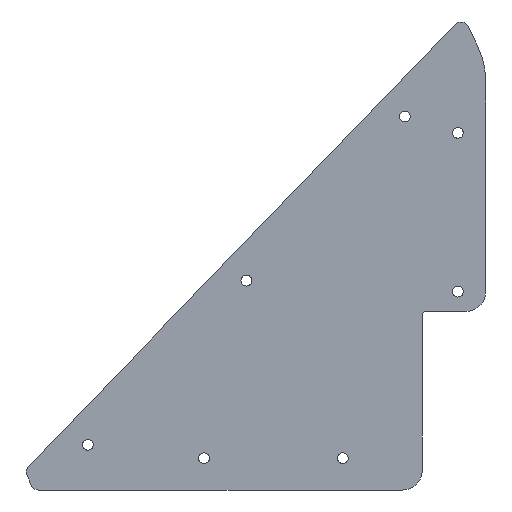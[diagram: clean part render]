
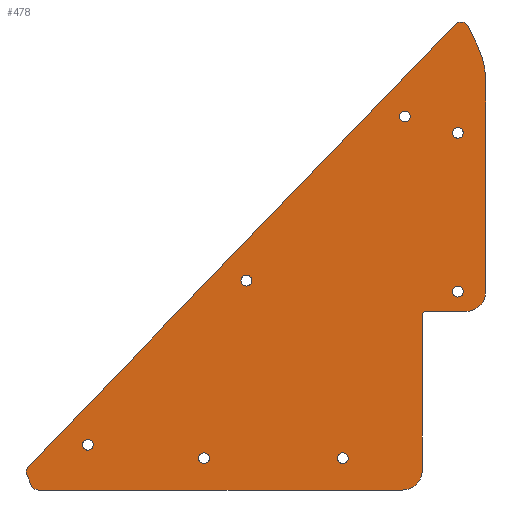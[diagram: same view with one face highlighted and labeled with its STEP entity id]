
A CAD part, front view. The second image highlights one B-rep face of the part: STEP entity #478.
In plain terms, the highlighted planar face has unit normal (0, -1, 0).
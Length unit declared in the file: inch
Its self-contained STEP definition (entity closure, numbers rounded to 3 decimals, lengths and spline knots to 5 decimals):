
#15=FACE_BOUND('',#64,.T.);
#16=FACE_BOUND('',#65,.T.);
#17=FACE_BOUND('',#66,.T.);
#18=FACE_BOUND('',#67,.T.);
#19=FACE_BOUND('',#68,.T.);
#20=FACE_BOUND('',#69,.T.);
#21=FACE_BOUND('',#70,.T.);
#30=PLANE('',#523);
#40=FACE_OUTER_BOUND('',#63,.T.);
#63=EDGE_LOOP('',(#330,#331,#332,#333,#334,#335,#336,#337,#338,#339,#340,
#341,#342,#343));
#64=EDGE_LOOP('',(#344,#345));
#65=EDGE_LOOP('',(#346,#347));
#66=EDGE_LOOP('',(#348,#349));
#67=EDGE_LOOP('',(#350,#351));
#68=EDGE_LOOP('',(#352,#353));
#69=EDGE_LOOP('',(#354,#355));
#70=EDGE_LOOP('',(#356,#357));
#100=LINE('',#742,#135);
#103=LINE('',#748,#138);
#104=LINE('',#752,#139);
#105=LINE('',#756,#140);
#106=LINE('',#760,#141);
#107=LINE('',#764,#142);
#108=LINE('',#768,#143);
#135=VECTOR('',#589,0.3937);
#138=VECTOR('',#594,0.3937);
#139=VECTOR('',#597,0.3937);
#140=VECTOR('',#600,0.3937);
#141=VECTOR('',#603,0.3937);
#142=VECTOR('',#606,0.3937);
#143=VECTOR('',#609,0.3937);
#169=CIRCLE('',#521,1.);
#170=CIRCLE('',#524,0.1);
#171=CIRCLE('',#525,0.1);
#172=CIRCLE('',#526,0.1);
#173=CIRCLE('',#527,0.25);
#174=CIRCLE('',#528,0.05);
#175=CIRCLE('',#529,0.25);
#176=CIRCLE('',#530,0.068);
#177=CIRCLE('',#531,0.068);
#178=CIRCLE('',#532,0.068);
#179=CIRCLE('',#533,0.068);
#180=CIRCLE('',#534,0.068);
#181=CIRCLE('',#535,0.068);
#182=CIRCLE('',#536,0.068);
#183=CIRCLE('',#537,0.068);
#184=CIRCLE('',#538,0.068);
#185=CIRCLE('',#539,0.068);
#186=CIRCLE('',#540,0.068);
#187=CIRCLE('',#541,0.068);
#188=CIRCLE('',#542,0.068);
#189=CIRCLE('',#543,0.068);
#205=VERTEX_POINT('',#735);
#206=VERTEX_POINT('',#737);
#207=VERTEX_POINT('',#741);
#209=VERTEX_POINT('',#747);
#210=VERTEX_POINT('',#749);
#211=VERTEX_POINT('',#751);
#212=VERTEX_POINT('',#753);
#213=VERTEX_POINT('',#755);
#214=VERTEX_POINT('',#757);
#215=VERTEX_POINT('',#759);
#216=VERTEX_POINT('',#761);
#217=VERTEX_POINT('',#763);
#218=VERTEX_POINT('',#765);
#219=VERTEX_POINT('',#767);
#220=VERTEX_POINT('',#770);
#221=VERTEX_POINT('',#771);
#222=VERTEX_POINT('',#774);
#223=VERTEX_POINT('',#775);
#224=VERTEX_POINT('',#778);
#225=VERTEX_POINT('',#779);
#226=VERTEX_POINT('',#782);
#227=VERTEX_POINT('',#783);
#228=VERTEX_POINT('',#786);
#229=VERTEX_POINT('',#787);
#230=VERTEX_POINT('',#790);
#231=VERTEX_POINT('',#791);
#232=VERTEX_POINT('',#794);
#233=VERTEX_POINT('',#795);
#254=EDGE_CURVE('',#205,#206,#169,.T.);
#256=EDGE_CURVE('',#206,#207,#100,.T.);
#259=EDGE_CURVE('',#209,#205,#103,.T.);
#260=EDGE_CURVE('',#210,#209,#170,.T.);
#261=EDGE_CURVE('',#211,#210,#104,.T.);
#262=EDGE_CURVE('',#212,#211,#171,.T.);
#263=EDGE_CURVE('',#213,#212,#105,.T.);
#264=EDGE_CURVE('',#214,#213,#172,.T.);
#265=EDGE_CURVE('',#215,#214,#106,.T.);
#266=EDGE_CURVE('',#216,#215,#173,.T.);
#267=EDGE_CURVE('',#217,#216,#107,.T.);
#268=EDGE_CURVE('',#218,#217,#174,.T.);
#269=EDGE_CURVE('',#219,#218,#108,.T.);
#270=EDGE_CURVE('',#207,#219,#175,.T.);
#271=EDGE_CURVE('',#220,#221,#176,.T.);
#272=EDGE_CURVE('',#221,#220,#177,.T.);
#273=EDGE_CURVE('',#222,#223,#178,.T.);
#274=EDGE_CURVE('',#223,#222,#179,.T.);
#275=EDGE_CURVE('',#224,#225,#180,.T.);
#276=EDGE_CURVE('',#225,#224,#181,.T.);
#277=EDGE_CURVE('',#226,#227,#182,.T.);
#278=EDGE_CURVE('',#227,#226,#183,.T.);
#279=EDGE_CURVE('',#228,#229,#184,.T.);
#280=EDGE_CURVE('',#229,#228,#185,.T.);
#281=EDGE_CURVE('',#230,#231,#186,.T.);
#282=EDGE_CURVE('',#231,#230,#187,.T.);
#283=EDGE_CURVE('',#232,#233,#188,.T.);
#284=EDGE_CURVE('',#233,#232,#189,.T.);
#330=ORIENTED_EDGE('',*,*,#254,.F.);
#331=ORIENTED_EDGE('',*,*,#259,.F.);
#332=ORIENTED_EDGE('',*,*,#260,.F.);
#333=ORIENTED_EDGE('',*,*,#261,.F.);
#334=ORIENTED_EDGE('',*,*,#262,.F.);
#335=ORIENTED_EDGE('',*,*,#263,.F.);
#336=ORIENTED_EDGE('',*,*,#264,.F.);
#337=ORIENTED_EDGE('',*,*,#265,.F.);
#338=ORIENTED_EDGE('',*,*,#266,.F.);
#339=ORIENTED_EDGE('',*,*,#267,.F.);
#340=ORIENTED_EDGE('',*,*,#268,.F.);
#341=ORIENTED_EDGE('',*,*,#269,.F.);
#342=ORIENTED_EDGE('',*,*,#270,.F.);
#343=ORIENTED_EDGE('',*,*,#256,.F.);
#344=ORIENTED_EDGE('',*,*,#271,.T.);
#345=ORIENTED_EDGE('',*,*,#272,.T.);
#346=ORIENTED_EDGE('',*,*,#273,.T.);
#347=ORIENTED_EDGE('',*,*,#274,.T.);
#348=ORIENTED_EDGE('',*,*,#275,.T.);
#349=ORIENTED_EDGE('',*,*,#276,.T.);
#350=ORIENTED_EDGE('',*,*,#277,.T.);
#351=ORIENTED_EDGE('',*,*,#278,.T.);
#352=ORIENTED_EDGE('',*,*,#279,.T.);
#353=ORIENTED_EDGE('',*,*,#280,.T.);
#354=ORIENTED_EDGE('',*,*,#281,.T.);
#355=ORIENTED_EDGE('',*,*,#282,.T.);
#356=ORIENTED_EDGE('',*,*,#283,.T.);
#357=ORIENTED_EDGE('',*,*,#284,.T.);
#478=ADVANCED_FACE('',(#40,#15,#16,#17,#18,#19,#20,#21),#30,.F.);
#521=AXIS2_PLACEMENT_3D('',#738,#584,#585);
#523=AXIS2_PLACEMENT_3D('',#746,#592,#593);
#524=AXIS2_PLACEMENT_3D('',#750,#595,#596);
#525=AXIS2_PLACEMENT_3D('',#754,#598,#599);
#526=AXIS2_PLACEMENT_3D('',#758,#601,#602);
#527=AXIS2_PLACEMENT_3D('',#762,#604,#605);
#528=AXIS2_PLACEMENT_3D('',#766,#607,#608);
#529=AXIS2_PLACEMENT_3D('',#769,#610,#611);
#530=AXIS2_PLACEMENT_3D('',#772,#612,#613);
#531=AXIS2_PLACEMENT_3D('',#773,#614,#615);
#532=AXIS2_PLACEMENT_3D('',#776,#616,#617);
#533=AXIS2_PLACEMENT_3D('',#777,#618,#619);
#534=AXIS2_PLACEMENT_3D('',#780,#620,#621);
#535=AXIS2_PLACEMENT_3D('',#781,#622,#623);
#536=AXIS2_PLACEMENT_3D('',#784,#624,#625);
#537=AXIS2_PLACEMENT_3D('',#785,#626,#627);
#538=AXIS2_PLACEMENT_3D('',#788,#628,#629);
#539=AXIS2_PLACEMENT_3D('',#789,#630,#631);
#540=AXIS2_PLACEMENT_3D('',#792,#632,#633);
#541=AXIS2_PLACEMENT_3D('',#793,#634,#635);
#542=AXIS2_PLACEMENT_3D('',#796,#636,#637);
#543=AXIS2_PLACEMENT_3D('',#797,#638,#639);
#584=DIRECTION('center_axis',(0.,1.,0.));
#585=DIRECTION('ref_axis',(0.974,0.,0.225));
#589=DIRECTION('',(0.,0.,-1.));
#592=DIRECTION('center_axis',(0.,1.,0.));
#593=DIRECTION('ref_axis',(0.,0.,1.));
#594=DIRECTION('',(0.438,0.,-0.899));
#595=DIRECTION('center_axis',(0.,1.,0.));
#596=DIRECTION('ref_axis',(0.156,0.,0.988));
#597=DIRECTION('',(0.695,0.,0.719));
#598=DIRECTION('center_axis',(0.,1.,0.));
#599=DIRECTION('ref_axis',(-0.983,0.,0.182));
#600=DIRECTION('',(-0.391,0.,0.921));
#601=DIRECTION('center_axis',(0.,1.,0.));
#602=DIRECTION('ref_axis',(-0.552,0.,-0.834));
#603=DIRECTION('',(-1.,0.,0.));
#604=DIRECTION('center_axis',(0.,1.,0.));
#605=DIRECTION('ref_axis',(0.707,0.,-0.707));
#606=DIRECTION('',(0.,0.,-1.));
#607=DIRECTION('center_axis',(0.,-1.,0.));
#608=DIRECTION('ref_axis',(-0.707,0.,0.707));
#609=DIRECTION('',(-1.,0.,0.));
#610=DIRECTION('center_axis',(0.,1.,0.));
#611=DIRECTION('ref_axis',(0.707,0.,-0.707));
#612=DIRECTION('center_axis',(0.,1.,0.));
#613=DIRECTION('ref_axis',(-1.,0.,0.));
#614=DIRECTION('center_axis',(0.,1.,0.));
#615=DIRECTION('ref_axis',(-1.,0.,0.));
#616=DIRECTION('center_axis',(0.,1.,0.));
#617=DIRECTION('ref_axis',(-1.,0.,0.));
#618=DIRECTION('center_axis',(0.,1.,0.));
#619=DIRECTION('ref_axis',(-1.,0.,0.));
#620=DIRECTION('center_axis',(0.,1.,0.));
#621=DIRECTION('ref_axis',(-1.,0.,0.));
#622=DIRECTION('center_axis',(0.,1.,0.));
#623=DIRECTION('ref_axis',(-1.,0.,0.));
#624=DIRECTION('center_axis',(0.,1.,0.));
#625=DIRECTION('ref_axis',(-1.,0.,0.));
#626=DIRECTION('center_axis',(0.,1.,0.));
#627=DIRECTION('ref_axis',(-1.,0.,0.));
#628=DIRECTION('center_axis',(0.,1.,0.));
#629=DIRECTION('ref_axis',(-1.,0.,0.));
#630=DIRECTION('center_axis',(0.,1.,0.));
#631=DIRECTION('ref_axis',(-1.,0.,0.));
#632=DIRECTION('center_axis',(0.,1.,0.));
#633=DIRECTION('ref_axis',(-1.,0.,0.));
#634=DIRECTION('center_axis',(0.,1.,0.));
#635=DIRECTION('ref_axis',(-1.,0.,0.));
#636=DIRECTION('center_axis',(0.,1.,0.));
#637=DIRECTION('ref_axis',(-1.,0.,0.));
#638=DIRECTION('center_axis',(0.,1.,0.));
#639=DIRECTION('ref_axis',(-1.,0.,0.));
#735=CARTESIAN_POINT('',(0.69879,0.,3.34318));
#737=CARTESIAN_POINT('',(0.8,0.,2.90481));
#738=CARTESIAN_POINT('Origin',(-0.2,0.,2.90481));
#741=CARTESIAN_POINT('',(0.8,0.,0.25));
#742=CARTESIAN_POINT('',(0.8,0.,3.13568));
#746=CARTESIAN_POINT('Origin',(-1.48018,0.,-0.05396));
#747=CARTESIAN_POINT('',(0.57766,0.,3.59153));
#748=CARTESIAN_POINT('',(0.51506,0.,3.71989));
#749=CARTESIAN_POINT('',(0.41585,0.,3.61716));
#750=CARTESIAN_POINT('Origin',(0.48779,0.,3.54769));
#751=CARTESIAN_POINT('',(-4.96089,0.,-1.95062));
#752=CARTESIAN_POINT('',(-5.25,0.,-2.25));
#753=CARTESIAN_POINT('',(-4.98101,0.,-2.05916));
#754=CARTESIAN_POINT('Origin',(-4.88896,0.,-2.02008));
#755=CARTESIAN_POINT('',(-4.92586,0.,-2.18907));
#756=CARTESIAN_POINT('',(-5.06059,0.,-1.87168));
#757=CARTESIAN_POINT('',(-4.83381,0.,-2.25));
#758=CARTESIAN_POINT('Origin',(-4.83381,0.,-2.15));
#759=CARTESIAN_POINT('',(-0.25,0.,-2.25));
#760=CARTESIAN_POINT('',(0.,0.,-2.25));
#761=CARTESIAN_POINT('',(0.,0.,-2.));
#762=CARTESIAN_POINT('Origin',(-0.25,0.,-2.));
#763=CARTESIAN_POINT('',(0.,0.,-0.05));
#764=CARTESIAN_POINT('',(0.,0.,0.));
#765=CARTESIAN_POINT('',(0.05,0.,0.));
#766=CARTESIAN_POINT('Origin',(0.05,0.,-0.05));
#767=CARTESIAN_POINT('',(0.55,0.,0.));
#768=CARTESIAN_POINT('',(0.8,0.,0.));
#769=CARTESIAN_POINT('Origin',(0.55,0.,0.25));
#770=CARTESIAN_POINT('',(0.382,0.,0.25));
#771=CARTESIAN_POINT('',(0.518,0.,0.25));
#772=CARTESIAN_POINT('Origin',(0.45,0.,0.25));
#773=CARTESIAN_POINT('Origin',(0.45,0.,0.25));
#774=CARTESIAN_POINT('',(-2.818,0.,-1.85));
#775=CARTESIAN_POINT('',(-2.682,0.,-1.85));
#776=CARTESIAN_POINT('Origin',(-2.75,0.,-1.85));
#777=CARTESIAN_POINT('Origin',(-2.75,0.,-1.85));
#778=CARTESIAN_POINT('',(-2.2835,0.,0.38847));
#779=CARTESIAN_POINT('',(-2.1475,0.,0.38847));
#780=CARTESIAN_POINT('Origin',(-2.2155,0.,0.38847));
#781=CARTESIAN_POINT('Origin',(-2.2155,0.,0.38847));
#782=CARTESIAN_POINT('',(-0.28636,0.,2.45657));
#783=CARTESIAN_POINT('',(-0.15036,0.,2.45657));
#784=CARTESIAN_POINT('Origin',(-0.21836,0.,2.45657));
#785=CARTESIAN_POINT('Origin',(-0.21836,0.,2.45657));
#786=CARTESIAN_POINT('',(0.382,0.,2.25));
#787=CARTESIAN_POINT('',(0.518,0.,2.25));
#788=CARTESIAN_POINT('Origin',(0.45,0.,2.25));
#789=CARTESIAN_POINT('Origin',(0.45,0.,2.25));
#790=CARTESIAN_POINT('',(-4.28065,0.,-1.67963));
#791=CARTESIAN_POINT('',(-4.14465,0.,-1.67963));
#792=CARTESIAN_POINT('Origin',(-4.21265,0.,-1.67963));
#793=CARTESIAN_POINT('Origin',(-4.21265,0.,-1.67963));
#794=CARTESIAN_POINT('',(-1.068,0.,-1.85));
#795=CARTESIAN_POINT('',(-0.932,0.,-1.85));
#796=CARTESIAN_POINT('Origin',(-1.,0.,-1.85));
#797=CARTESIAN_POINT('Origin',(-1.,0.,-1.85));
